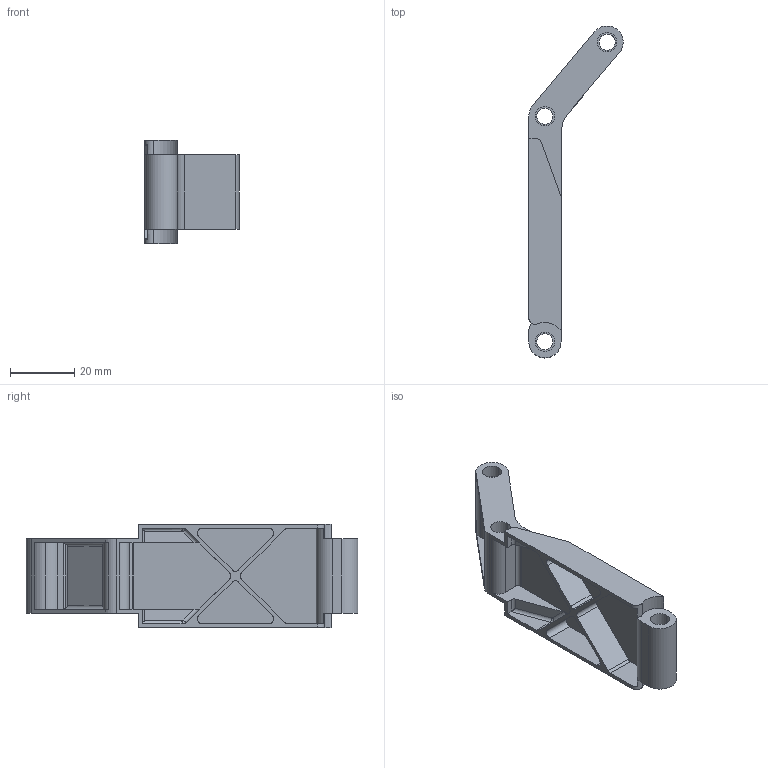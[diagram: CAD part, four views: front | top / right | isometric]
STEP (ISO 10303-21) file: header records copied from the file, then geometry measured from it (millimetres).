
FILE_DESCRIPTION (( 'STEP AP203' ), '1' );
FILE_NAME ('Linkk3_Default_sldprt.STEP', '2023-08-01T11:31:21', ( '' ), ( '' ), 'SwSTEP 2.0', 'SolidWorks 2022', '' );
FILE_SCHEMA (( 'CONFIG_CONTROL_DESIGN' ));
Length unit declared in the file: millimetre
Products named in the file (1): Linkk3_Default_sldprt
Bounding box: 29.28 x 102.98 x 32 mm (x, y, z)
Volume: 10851.4 mm3; surface area: 12833.6 mm2
Topology: 1 solids, 1 shells, 116 faces, 309 edges, 204 vertices
Faces by surface type: cylinder 60, plane 54, bspline 2
Entity records: 3834 total; most frequent: CARTESIAN_POINT 802, DIRECTION 629, ORIENTED_EDGE 618, EDGE_CURVE 309, AXIS2_PLACEMENT_3D 225, VERTEX_POINT 204, VECTOR 179, LINE 179
